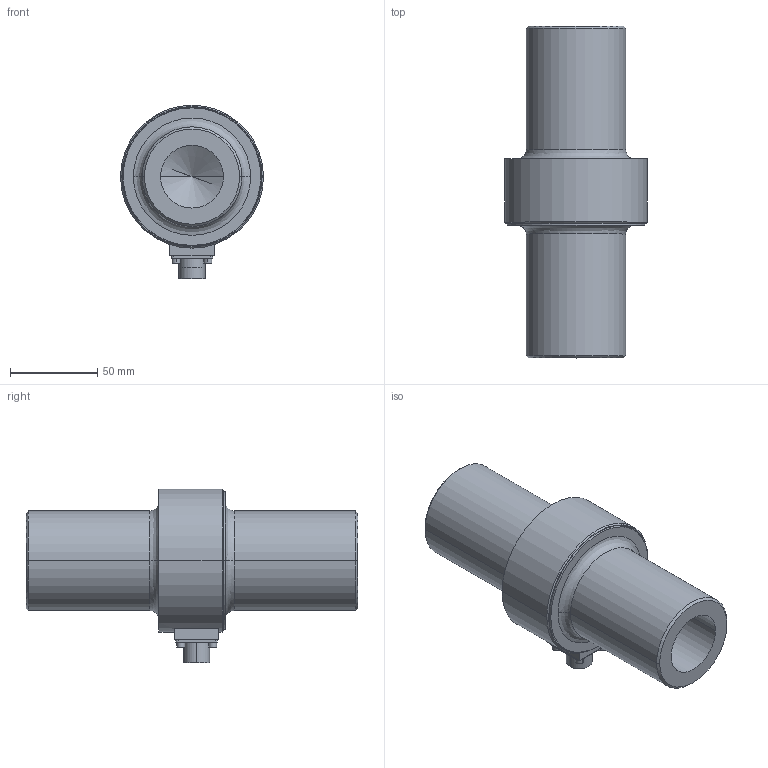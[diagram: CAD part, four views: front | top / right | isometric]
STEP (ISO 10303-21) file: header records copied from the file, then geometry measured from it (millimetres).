
FILE_DESCRIPTION((''),'2;1');
FILE_NAME('LCF800 Bendix.stp','2010-11-08T09:26:52',(''),(''),'Mechanical Desktop 2008','Mechanical Desktop 2008',', , ');
FILE_SCHEMA(('CONFIG_CONTROL_DESIGN'));
Length unit declared in the file: inch
Products named in the file (3): FI1243; $F1702-A; RM_SDB
Assembly tree (5 placements, depth 2):
  FI1243
    $F1702-A
    RM_SDB  x4
Bounding box: 82.04 x 190.5 x 99.64 mm (x, y, z)
Volume: 474439.4 mm3; surface area: 77858.5 mm2
Topology: 1 solids, 1 shells, 192 faces, 448 edges, 291 vertices
Faces by surface type: cylinder 84, plane 66, bspline 24, cone 18
Entity records: 7057 total; most frequent: CARTESIAN_POINT 2499, DIRECTION 960, ORIENTED_EDGE 888, EDGE_CURVE 444, AXIS2_PLACEMENT_3D 384, VERTEX_POINT 291, EDGE_LOOP 231, CIRCLE 210
